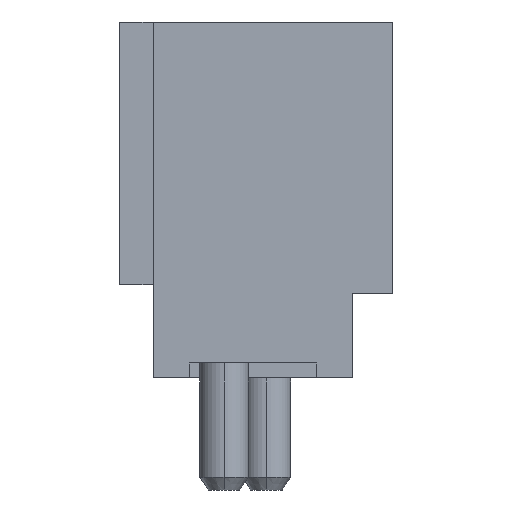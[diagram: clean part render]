
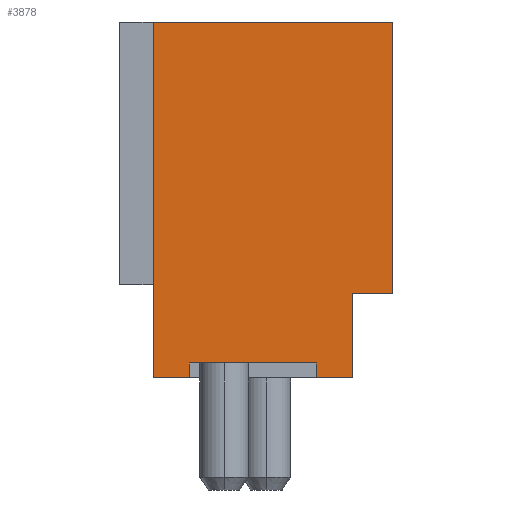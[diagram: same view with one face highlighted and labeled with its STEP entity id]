
A CAD part, left-side view. The second image highlights one B-rep face of the part: STEP entity #3878.
In plain terms, the highlighted planar face has unit normal (-1, 0, 0).
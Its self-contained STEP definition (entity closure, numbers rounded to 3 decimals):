
#1=DIRECTION('',(0.,0.,-1.));
#2=VECTOR('',#1,8.4);
#3=CARTESIAN_POINT('',(-8.45,2.425,4.2));
#4=LINE('',#3,#2);
#5=DIRECTION('',(0.,-1.,0.));
#6=VECTOR('',#5,5.65);
#7=CARTESIAN_POINT('',(-8.45,2.425,4.2));
#8=LINE('',#7,#6);
#9=DIRECTION('',(0.,0.,-1.));
#10=VECTOR('',#9,6.4);
#11=CARTESIAN_POINT('',(-8.45,-3.225,4.2));
#12=LINE('',#11,#10);
#13=DIRECTION('',(0.,1.,0.));
#14=VECTOR('',#13,0.95);
#15=CARTESIAN_POINT('',(-8.45,-3.225,-2.2));
#16=LINE('',#15,#14);
#17=DIRECTION('',(0.,0.,1.));
#18=VECTOR('',#17,2.);
#19=CARTESIAN_POINT('',(-8.45,-2.275,-4.2));
#20=LINE('',#19,#18);
#21=DIRECTION('',(0.,1.,0.));
#22=VECTOR('',#21,0.85);
#23=CARTESIAN_POINT('',(-8.45,-2.275,-4.2));
#24=LINE('',#23,#22);
#25=DIRECTION('',(0.,0.,1.));
#26=VECTOR('',#25,0.35);
#27=CARTESIAN_POINT('',(-8.45,-1.425,-4.2));
#28=LINE('',#27,#26);
#29=DIRECTION('',(0.,1.,0.));
#30=VECTOR('',#29,3.);
#31=CARTESIAN_POINT('',(-8.45,-1.425,-3.85));
#32=LINE('',#31,#30);
#33=DIRECTION('',(0.,0.,1.));
#34=VECTOR('',#33,0.35);
#35=CARTESIAN_POINT('',(-8.45,1.575,-4.2));
#36=LINE('',#35,#34);
#37=DIRECTION('',(0.,1.,0.));
#38=VECTOR('',#37,0.85);
#39=CARTESIAN_POINT('',(-8.45,1.575,-4.2));
#40=LINE('',#39,#38);
#2919=CARTESIAN_POINT('',(-8.45,-2.275,-4.2));
#2920=CARTESIAN_POINT('',(-8.45,-2.275,-2.2));
#2921=VERTEX_POINT('',#2919);
#2922=VERTEX_POINT('',#2920);
#2923=CARTESIAN_POINT('',(-8.45,-3.225,-2.2));
#2924=VERTEX_POINT('',#2923);
#2925=CARTESIAN_POINT('',(-8.45,-3.225,4.2));
#2926=VERTEX_POINT('',#2925);
#3127=CARTESIAN_POINT('',(-8.45,-1.425,-3.85));
#3128=CARTESIAN_POINT('',(-8.45,1.575,-3.85));
#3129=VERTEX_POINT('',#3127);
#3130=VERTEX_POINT('',#3128);
#3131=CARTESIAN_POINT('',(-8.45,-1.425,-4.2));
#3132=VERTEX_POINT('',#3131);
#3133=CARTESIAN_POINT('',(-8.45,1.575,-4.2));
#3134=VERTEX_POINT('',#3133);
#3257=CARTESIAN_POINT('',(-8.45,2.425,4.2));
#3258=CARTESIAN_POINT('',(-8.45,2.425,-4.2));
#3259=VERTEX_POINT('',#3257);
#3260=VERTEX_POINT('',#3258);
#3851=CARTESIAN_POINT('',(-8.45,0.,0.));
#3852=DIRECTION('',(1.,0.,0.));
#3853=DIRECTION('',(0.,-1.,0.));
#3854=AXIS2_PLACEMENT_3D('',#3851,#3852,#3853);
#3855=PLANE('',#3854);
#3857=ORIENTED_EDGE('',*,*,#3856,.F.);
#3859=ORIENTED_EDGE('',*,*,#3858,.T.);
#3861=ORIENTED_EDGE('',*,*,#3860,.T.);
#3863=ORIENTED_EDGE('',*,*,#3862,.T.);
#3865=ORIENTED_EDGE('',*,*,#3864,.F.);
#3867=ORIENTED_EDGE('',*,*,#3866,.T.);
#3869=ORIENTED_EDGE('',*,*,#3868,.T.);
#3871=ORIENTED_EDGE('',*,*,#3870,.T.);
#3873=ORIENTED_EDGE('',*,*,#3872,.F.);
#3875=ORIENTED_EDGE('',*,*,#3874,.T.);
#3876=EDGE_LOOP('',(#3857,#3859,#3861,#3863,#3865,#3867,#3869,#3871,#3873,
#3875));
#3877=FACE_OUTER_BOUND('',#3876,.F.);
#3878=ADVANCED_FACE('',(#3877),#3855,.F.);
#3856=EDGE_CURVE('',#3259,#3260,#4,.T.);
#3858=EDGE_CURVE('',#3259,#2926,#8,.T.);
#3860=EDGE_CURVE('',#2926,#2924,#12,.T.);
#3862=EDGE_CURVE('',#2924,#2922,#16,.T.);
#3864=EDGE_CURVE('',#2921,#2922,#20,.T.);
#3866=EDGE_CURVE('',#2921,#3132,#24,.T.);
#3868=EDGE_CURVE('',#3132,#3129,#28,.T.);
#3870=EDGE_CURVE('',#3129,#3130,#32,.T.);
#3872=EDGE_CURVE('',#3134,#3130,#36,.T.);
#3874=EDGE_CURVE('',#3134,#3260,#40,.T.);
